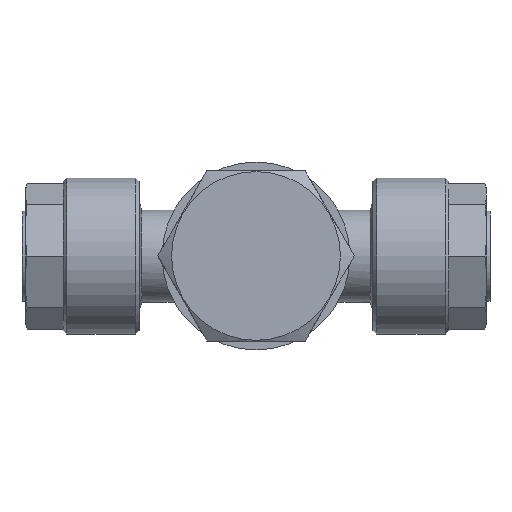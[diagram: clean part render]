
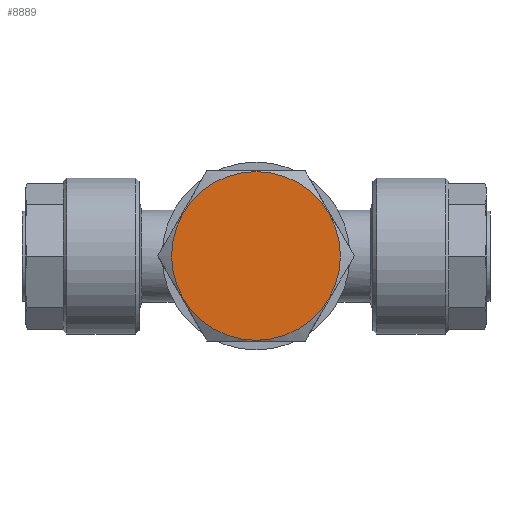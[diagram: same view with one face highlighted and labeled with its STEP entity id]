
A CAD part, top view. The second image highlights one B-rep face of the part: STEP entity #8889.
In plain terms, the highlighted face is planar.
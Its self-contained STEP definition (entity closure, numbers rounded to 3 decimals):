
#2570=PLANE('',#8575);
#2741=ORIENTED_EDGE('',*,*,#3471,.T.);
#3165=CIRCLE('',#8571,11.9);
#3291=VERTEX_POINT('',#5831);
#3471=EDGE_CURVE('',#3291,#3291,#3165,.T.);
#3684=EDGE_LOOP('',(#2741));
#3900=FACE_BOUND('',#3684,.T.);
#4167=DIRECTION('',(0.,1.,0.));
#4168=DIRECTION('',(11.9,0.,0.));
#4175=DIRECTION('',(0.,1.,0.));
#4176=DIRECTION('',(1.,0.,0.));
#5831=CARTESIAN_POINT('',(36.313,53.475,0.));
#5832=CARTESIAN_POINT('',(24.413,53.475,0.));
#5838=CARTESIAN_POINT('',(36.313,53.475,0.));
#8571=AXIS2_PLACEMENT_3D('',#5832,#4167,#4168);
#8575=AXIS2_PLACEMENT_3D('',#5838,#4175,#4176);
#8889=ADVANCED_FACE('',(#3900),#2570,.T.);
